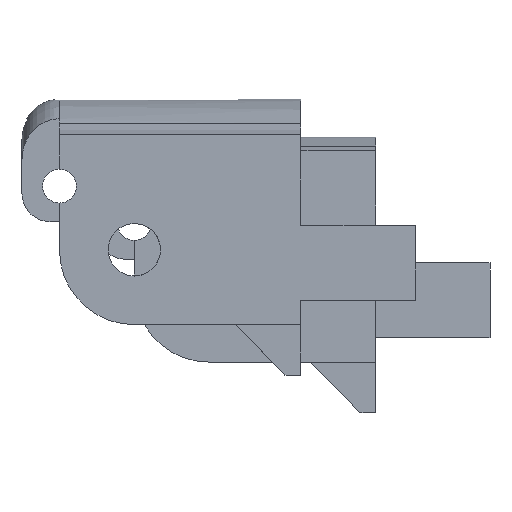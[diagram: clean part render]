
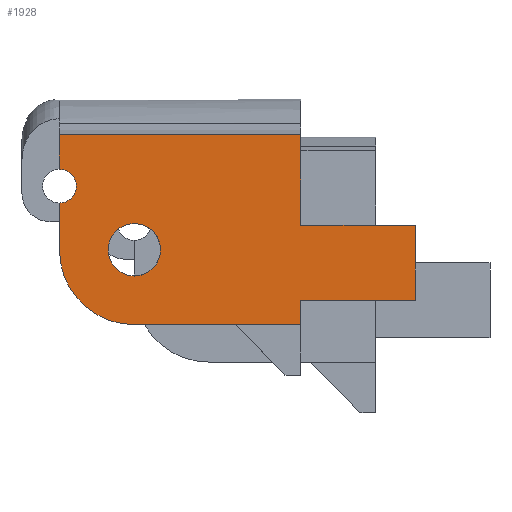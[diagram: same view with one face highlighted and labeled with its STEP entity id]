
A CAD part, front view. The second image highlights one B-rep face of the part: STEP entity #1928.
In plain terms, the highlighted planar face has unit normal (0, -1, 0).
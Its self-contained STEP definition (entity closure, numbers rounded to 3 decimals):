
#51=FACE_BOUND('',#237,.T.);
#68=CIRCLE('',#2045,0.9);
#69=CIRCLE('',#2046,4.);
#70=CIRCLE('',#2047,1.4);
#137=FACE_OUTER_BOUND('',#236,.T.);
#236=EDGE_LOOP('',(#1286,#1287,#1288,#1289,#1290,#1291,#1292,#1293,#1294,
#1295,#1296));
#237=EDGE_LOOP('',(#1297));
#364=LINE('',#2805,#579);
#365=LINE('',#2807,#580);
#366=LINE('',#2809,#581);
#367=LINE('',#2811,#582);
#368=LINE('',#2813,#583);
#369=LINE('',#2815,#584);
#370=LINE('',#2817,#585);
#371=LINE('',#2819,#586);
#372=LINE('',#2823,#587);
#579=VECTOR('',#2241,10.);
#580=VECTOR('',#2242,10.);
#581=VECTOR('',#2243,10.);
#582=VECTOR('',#2244,10.);
#583=VECTOR('',#2245,10.);
#584=VECTOR('',#2246,10.);
#585=VECTOR('',#2247,10.);
#586=VECTOR('',#2248,10.);
#587=VECTOR('',#2251,10.);
#795=VERTEX_POINT('',#2803);
#796=VERTEX_POINT('',#2804);
#797=VERTEX_POINT('',#2806);
#798=VERTEX_POINT('',#2808);
#799=VERTEX_POINT('',#2810);
#800=VERTEX_POINT('',#2812);
#801=VERTEX_POINT('',#2814);
#802=VERTEX_POINT('',#2816);
#803=VERTEX_POINT('',#2818);
#804=VERTEX_POINT('',#2820);
#805=VERTEX_POINT('',#2822);
#806=VERTEX_POINT('',#2825);
#990=EDGE_CURVE('',#795,#796,#364,.T.);
#991=EDGE_CURVE('',#796,#797,#365,.T.);
#992=EDGE_CURVE('',#797,#798,#366,.T.);
#993=EDGE_CURVE('',#799,#798,#367,.F.);
#994=EDGE_CURVE('',#800,#799,#368,.F.);
#995=EDGE_CURVE('',#800,#801,#369,.T.);
#996=EDGE_CURVE('',#802,#801,#370,.F.);
#997=EDGE_CURVE('',#802,#803,#371,.T.);
#998=EDGE_CURVE('',#803,#804,#68,.F.);
#999=EDGE_CURVE('',#804,#805,#372,.T.);
#1000=EDGE_CURVE('',#805,#795,#69,.F.);
#1001=EDGE_CURVE('',#806,#806,#70,.F.);
#1286=ORIENTED_EDGE('',*,*,#990,.T.);
#1287=ORIENTED_EDGE('',*,*,#991,.T.);
#1288=ORIENTED_EDGE('',*,*,#992,.T.);
#1289=ORIENTED_EDGE('',*,*,#993,.F.);
#1290=ORIENTED_EDGE('',*,*,#994,.F.);
#1291=ORIENTED_EDGE('',*,*,#995,.T.);
#1292=ORIENTED_EDGE('',*,*,#996,.F.);
#1293=ORIENTED_EDGE('',*,*,#997,.T.);
#1294=ORIENTED_EDGE('',*,*,#998,.T.);
#1295=ORIENTED_EDGE('',*,*,#999,.T.);
#1296=ORIENTED_EDGE('',*,*,#1000,.T.);
#1297=ORIENTED_EDGE('',*,*,#1001,.T.);
#1854=PLANE('',#2044);
#1928=ADVANCED_FACE('',(#137,#51),#1854,.T.);
#2044=AXIS2_PLACEMENT_3D('',#2802,#2239,#2240);
#2045=AXIS2_PLACEMENT_3D('',#2821,#2249,#2250);
#2046=AXIS2_PLACEMENT_3D('',#2824,#2252,#2253);
#2047=AXIS2_PLACEMENT_3D('',#2826,#2254,#2255);
#2239=DIRECTION('center_axis',(0.,-1.,0.));
#2240=DIRECTION('ref_axis',(0.,0.,
-1.));
#2241=DIRECTION('',(1.,0.,0.));
#2242=DIRECTION('',(0.,0.,1.));
#2243=DIRECTION('',(1.,0.,0.));
#2244=DIRECTION('',(0.,0.,1.));
#2245=DIRECTION('',(-1.,0.,0.));
#2246=DIRECTION('',(0.,0.,1.));
#2247=DIRECTION('',(-1.,0.,0.));
#2248=DIRECTION('',(0.,0.,-1.));
#2249=DIRECTION('center_axis',(0.,-1.,0.));
#2250=DIRECTION('ref_axis',(0.,0.,
-1.));
#2251=DIRECTION('',(0.,0.,-1.));
#2252=DIRECTION('center_axis',(0.,1.,0.));
#2253=DIRECTION('ref_axis',(0.,0.,
-1.));
#2254=DIRECTION('center_axis',(0.,-1.,0.));
#2255=DIRECTION('ref_axis',(0.,0.,1.));
#2802=CARTESIAN_POINT('Origin',(32.676,-51.949,-4.027));
#2803=CARTESIAN_POINT('',(0.676,-51.949,-9.027));
#2804=CARTESIAN_POINT('',(9.576,-51.949,-9.027));
#2805=CARTESIAN_POINT('',(19.389,-51.949,-9.027));
#2806=CARTESIAN_POINT('',(9.576,-51.949,-7.727));
#2807=CARTESIAN_POINT('',(9.576,-51.949,-2.005));
#2808=CARTESIAN_POINT('',(15.676,-51.949,-7.727));
#2809=CARTESIAN_POINT('',(21.176,-51.949,-7.727));
#2810=CARTESIAN_POINT('',(15.676,-51.949,-3.727));
#2811=CARTESIAN_POINT('',(15.676,-51.949,-4.877));
#2812=CARTESIAN_POINT('',(9.576,-51.949,-3.727));
#2813=CARTESIAN_POINT('',(21.176,-51.949,-3.727));
#2814=CARTESIAN_POINT('',(9.576,-51.949,1.132));
#2815=CARTESIAN_POINT('',(9.576,-51.949,-2.005));
#2816=CARTESIAN_POINT('',(-3.324,-51.949,1.132));
#2817=CARTESIAN_POINT('',(9.676,-51.949,1.132));
#2818=CARTESIAN_POINT('',(-3.324,-51.949,-0.727));
#2819=CARTESIAN_POINT('',(-3.324,-51.949,-5.027));
#2820=CARTESIAN_POINT('',(-3.324,-51.949,-2.527));
#2821=CARTESIAN_POINT('Origin',(-3.324,-51.949,-1.627));
#2822=CARTESIAN_POINT('',(-3.324,-51.949,-5.027));
#2823=CARTESIAN_POINT('',(-3.324,-51.949,-5.027));
#2824=CARTESIAN_POINT('Origin',(0.676,-51.949,-5.027));
#2825=CARTESIAN_POINT('',(0.676,-51.949,-6.427));
#2826=CARTESIAN_POINT('Origin',(0.676,-51.949,-5.027));
